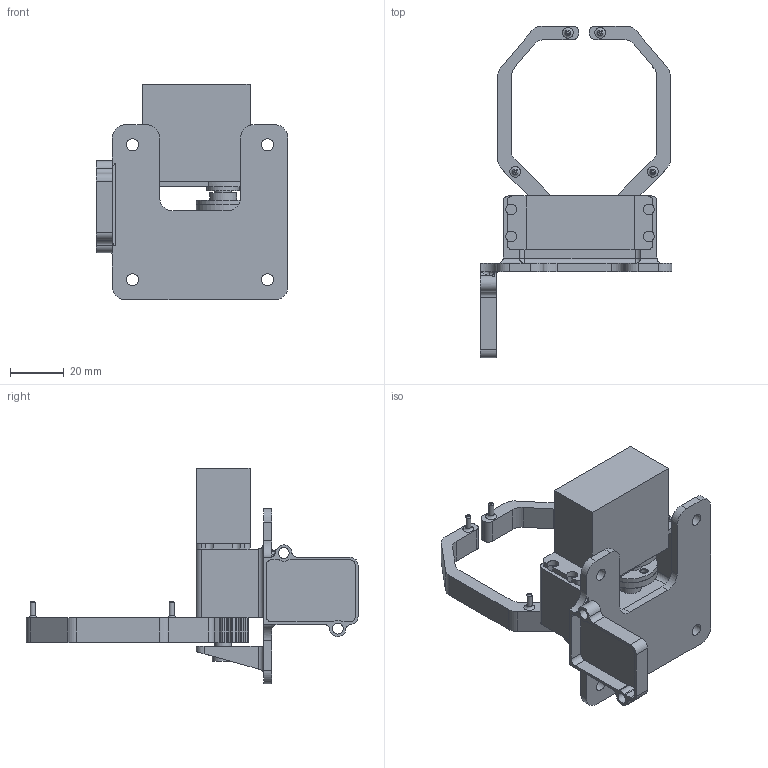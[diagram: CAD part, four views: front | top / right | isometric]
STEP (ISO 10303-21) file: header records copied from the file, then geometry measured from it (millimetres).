
FILE_DESCRIPTION(/* description */ (''),/* implementation_level */ '2;1');
FILE_NAME(/* name */ 'ClawAssembly.stp',/* time_stamp */ '2023-04-16T23:54:06-04:00',/* author */ (''),/* organization */ (''),/* preprocessor_version */ 'ST-DEVELOPER v18.102',/* originating_system */ 'SIEMENS PLM Software NX2206.6002',/* authorisation */ '');
FILE_SCHEMA (('AUTOMOTIVE_DESIGN { 1 0 10303 214 3 1 1 1 }'));
Length unit declared in the file: millimetre
Products named in the file (9): Driveshaft_Claw; Gripper_Right; Gripper_Left; ClawShaftSpacer; claw shaft; FlangeHorn; MG996R_10KGSERVO; ClawBody; ClawAssembly
Assembly tree (8 placements, depth 2):
  ClawAssembly
    ClawBody
    MG996R_10KGSERVO
    FlangeHorn
    claw shaft
    ClawShaftSpacer
    Gripper_Left
    Gripper_Right
    Driveshaft_Claw
Bounding box: 71 x 123 x 80 mm (x, y, z)
Volume: 67355.4 mm3; surface area: 35388.9 mm2
Topology: 8 solids, 8 shells, 482 faces, 1292 edges, 841 vertices
Faces by surface type: plane 298, cylinder 154, cone 13, bspline 7, torus 6, sphere 4
Full cylindrical faces by diameter (mm): 2 x4, 2.5 x4, 4 x11, 4.5 x5, 5 x1, 6 x5, 6.5 x1, 7 x2, 7.8 x1, 8 x2, 9 x1, 10 x1, 12 x1, 20 x2
Entity records: 15194 total; most frequent: CARTESIAN_POINT 2937, DIRECTION 2499, ORIENTED_EDGE 2424, EDGE_CURVE 1212, LINE 869, VECTOR 869, VERTEX_POINT 830, AXIS2_PLACEMENT_3D 815
